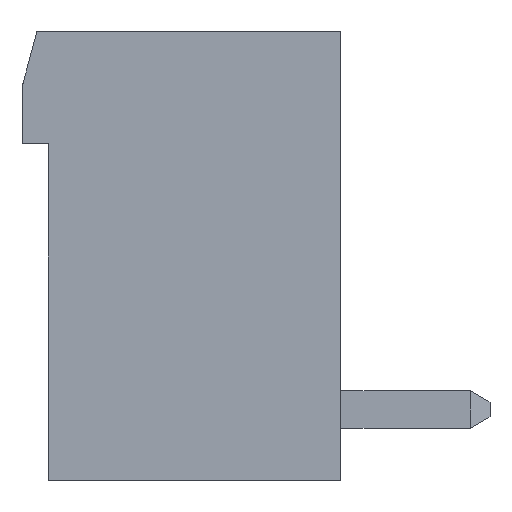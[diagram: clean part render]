
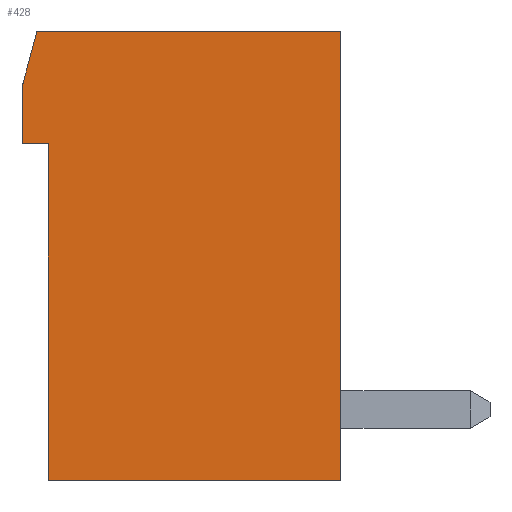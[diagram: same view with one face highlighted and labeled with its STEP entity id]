
A CAD part, left-side view. The second image highlights one B-rep face of the part: STEP entity #428.
In plain terms, the highlighted planar face has unit normal (-1, 0, 0).
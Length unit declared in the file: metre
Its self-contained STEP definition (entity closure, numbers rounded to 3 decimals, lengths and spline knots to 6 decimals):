
#428=ADVANCED_FACE('',(#945),#946,.F.);
#945=FACE_OUTER_BOUND('',#1547,.T.);
#946=PLANE('',#1548);
#1547=EDGE_LOOP('',(#2775,#2776,#2777,#2778,#2779,#2780,#2781));
#1548=AXIS2_PLACEMENT_3D('',#2782,#2783,#2784);
#2775=ORIENTED_EDGE('',*,*,#4030,.F.);
#2776=ORIENTED_EDGE('',*,*,#3758,.T.);
#2777=ORIENTED_EDGE('',*,*,#4031,.F.);
#2778=ORIENTED_EDGE('',*,*,#4032,.F.);
#2779=ORIENTED_EDGE('',*,*,#4033,.T.);
#2780=ORIENTED_EDGE('',*,*,#4034,.F.);
#2781=ORIENTED_EDGE('',*,*,#4035,.F.);
#2782=CARTESIAN_POINT('',(-0.00471,0.,0.));
#2783=DIRECTION('',(1.0,0.0,0.));
#2784=DIRECTION('',(0.0,1.0,0.0));
#3758=EDGE_CURVE('',#4554,#4555,#4556,.T.);
#4030=EDGE_CURVE('',#4554,#4954,#4955,.T.);
#4031=EDGE_CURVE('',#4956,#4555,#4957,.T.);
#4032=EDGE_CURVE('',#4958,#4956,#4959,.T.);
#4033=EDGE_CURVE('',#4958,#4960,#4961,.T.);
#4034=EDGE_CURVE('',#4962,#4960,#4963,.T.);
#4035=EDGE_CURVE('',#4954,#4962,#4964,.T.);
#4554=VERTEX_POINT('',#5701);
#4555=VERTEX_POINT('',#5702);
#4556=LINE('',#5703,#5704);
#4954=VERTEX_POINT('',#6296);
#4955=LINE('',#6297,#6298);
#4956=VERTEX_POINT('',#6299);
#4957=LINE('',#6300,#6301);
#4958=VERTEX_POINT('',#6302);
#4959=LINE('',#6303,#6304);
#4960=VERTEX_POINT('',#6305);
#4961=LINE('',#6306,#6307);
#4962=VERTEX_POINT('',#6308);
#4963=LINE('',#6309,#6310);
#4964=LINE('',#6311,#6312);
#5701=CARTESIAN_POINT('',(-0.00471,0.0078,-0.012));
#5702=CARTESIAN_POINT('',(-0.00471,0.,-0.012));
#5703=CARTESIAN_POINT('',(-0.00471,0.0078,-0.012));
#5704=VECTOR('',#6928,1.0);
#6296=CARTESIAN_POINT('',(-0.00471,0.0078,-0.003));
#6297=CARTESIAN_POINT('',(-0.00471,0.0078,-0.0098));
#6298=VECTOR('',#7153,1.0);
#6299=CARTESIAN_POINT('',(-0.00471,0.,0.));
#6300=CARTESIAN_POINT('',(-0.00471,0.,0.));
#6301=VECTOR('',#7154,1.0);
#6302=CARTESIAN_POINT('',(-0.00471,0.0081,0.));
#6303=CARTESIAN_POINT('',(-0.00471,0.0081,0.));
#6304=VECTOR('',#7155,1.0);
#6305=CARTESIAN_POINT('',(-0.00471,0.0085,-0.001493));
#6306=CARTESIAN_POINT('',(-0.00471,0.0081,0.));
#6307=VECTOR('',#7156,1.0);
#6308=CARTESIAN_POINT('',(-0.00471,0.0085,-0.003));
#6309=CARTESIAN_POINT('',(-0.00471,0.0085,-0.003));
#6310=VECTOR('',#7157,1.0);
#6311=CARTESIAN_POINT('',(-0.00471,0.0081,-0.003));
#6312=VECTOR('',#7158,1.0);
#6928=DIRECTION('',(0.,-1.0,0.));
#7153=DIRECTION('',(0.,0.,1.0));
#7154=DIRECTION('',(0.,0.,-1.0));
#7155=DIRECTION('',(0.,-1.0,0.));
#7156=DIRECTION('',(0.,0.259,-0.966));
#7157=DIRECTION('',(0.,0.,1.0));
#7158=DIRECTION('',(0.,1.0,0.));
